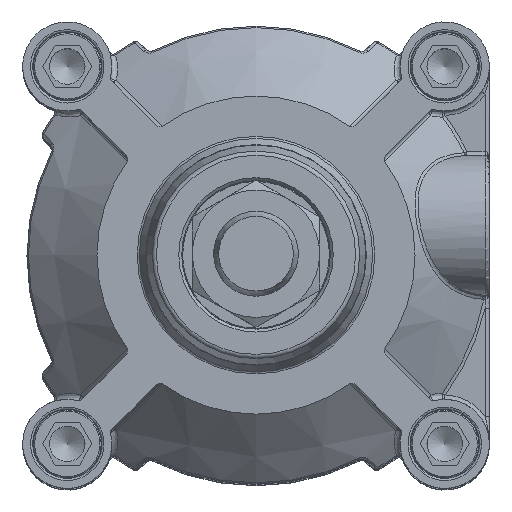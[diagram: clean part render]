
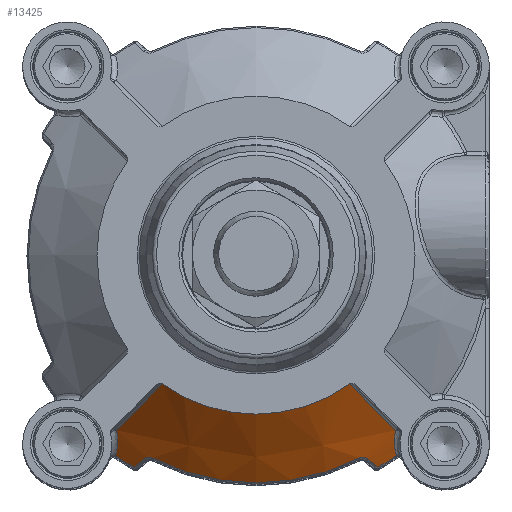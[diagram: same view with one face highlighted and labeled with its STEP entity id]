
A CAD part, top view. The second image highlights one B-rep face of the part: STEP entity #13425.
In plain terms, the highlighted conical face has half-angle 47.936 degrees and reference radius 47.75 mm.
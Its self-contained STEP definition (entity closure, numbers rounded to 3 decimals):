
#1044=CONICAL_SURFACE('',#14688,47.75,0.837);
#3218=FACE_OUTER_BOUND('',#4017,.T.);
#4017=EDGE_LOOP('',(#10141,#10142,#10143,#10144,#10145,#10146,#10147,#10148,
#10149,#10150,#10151,#10152));
#4921=CIRCLE('',#14689,57.67);
#4922=CIRCLE('',#14690,53.67);
#4923=CIRCLE('',#14691,57.67);
#4924=CIRCLE('',#14692,37.5);
#5613=B_SPLINE_CURVE_WITH_KNOTS('',3,(#24061,#24062,#24063,#24064),
 .UNSPECIFIED.,.F.,.F.,(4,4),(-2.108,-0.039),
 .UNSPECIFIED.);
#5614=B_SPLINE_CURVE_WITH_KNOTS('',3,(#24066,#24067,#24068,#24069,#24070,
#24071,#24072,#24073,#24074,#24075,#24076,#24077,#24078,#24079,#24080,#24081,
#24082,#24083,#24084,#24085,#24086,#24087),.UNSPECIFIED.,.F.,.F.,(4,2,2,
2,2,2,2,2,2,2,4),(-8.752,-8.648,-8.547,
-8.48,-8.395,-8.312,-8.232,-8.178,
-8.116,-8.056,-8.005),.UNSPECIFIED.);
#5615=B_SPLINE_CURVE_WITH_KNOTS('',3,(#24091,#24092,#24093,#24094),
 .UNSPECIFIED.,.F.,.F.,(4,4),(-1.565,-1.186),
 .UNSPECIFIED.);
#5616=B_SPLINE_CURVE_WITH_KNOTS('',3,(#24096,#24097,#24098,#24099,#24100,
#24101),.UNSPECIFIED.,.F.,.F.,(4,1,1,4),(-0.268,-0.191,
-0.115,0.),.UNSPECIFIED.);
#5617=B_SPLINE_CURVE_WITH_KNOTS('',3,(#24105,#24106,#24107,#24108,#24109,
#24110),.UNSPECIFIED.,.F.,.F.,(4,1,1,4),(-0.268,-0.153,
-0.077,0.),.UNSPECIFIED.);
#5618=B_SPLINE_CURVE_WITH_KNOTS('',3,(#24112,#24113,#24114,#24115),
 .UNSPECIFIED.,.F.,.F.,(4,4),(-3.15,-2.771),
 .UNSPECIFIED.);
#5619=B_SPLINE_CURVE_WITH_KNOTS('',3,(#24119,#24120,#24121,#24122,#24123),
 .UNSPECIFIED.,.F.,.F.,(4,1,4),(-8.955,-8.635,-8.209),
 .UNSPECIFIED.);
#5620=B_SPLINE_CURVE_WITH_KNOTS('',3,(#24125,#24126,#24127,#24128),
 .UNSPECIFIED.,.F.,.F.,(4,4),(-2.488,-0.418),
 .UNSPECIFIED.);
#6139=VERTEX_POINT('',#24059);
#6140=VERTEX_POINT('',#24060);
#6141=VERTEX_POINT('',#24065);
#6142=VERTEX_POINT('',#24088);
#6143=VERTEX_POINT('',#24090);
#6144=VERTEX_POINT('',#24095);
#6145=VERTEX_POINT('',#24102);
#6146=VERTEX_POINT('',#24104);
#6147=VERTEX_POINT('',#24111);
#6148=VERTEX_POINT('',#24116);
#6149=VERTEX_POINT('',#24118);
#6150=VERTEX_POINT('',#24124);
#7650=EDGE_CURVE('',#6139,#6140,#5613,.T.);
#7651=EDGE_CURVE('',#6141,#6139,#5614,.T.);
#7652=EDGE_CURVE('',#6142,#6141,#4921,.T.);
#7653=EDGE_CURVE('',#6143,#6142,#5615,.T.);
#7654=EDGE_CURVE('',#6144,#6143,#5616,.T.);
#7655=EDGE_CURVE('',#6145,#6144,#4922,.T.);
#7656=EDGE_CURVE('',#6146,#6145,#5617,.T.);
#7657=EDGE_CURVE('',#6147,#6146,#5618,.T.);
#7658=EDGE_CURVE('',#6148,#6147,#4923,.T.);
#7659=EDGE_CURVE('',#6149,#6148,#5619,.T.);
#7660=EDGE_CURVE('',#6150,#6149,#5620,.T.);
#7661=EDGE_CURVE('',#6140,#6150,#4924,.T.);
#10141=ORIENTED_EDGE('',*,*,#7650,.F.);
#10142=ORIENTED_EDGE('',*,*,#7651,.F.);
#10143=ORIENTED_EDGE('',*,*,#7652,.F.);
#10144=ORIENTED_EDGE('',*,*,#7653,.F.);
#10145=ORIENTED_EDGE('',*,*,#7654,.F.);
#10146=ORIENTED_EDGE('',*,*,#7655,.F.);
#10147=ORIENTED_EDGE('',*,*,#7656,.F.);
#10148=ORIENTED_EDGE('',*,*,#7657,.F.);
#10149=ORIENTED_EDGE('',*,*,#7658,.F.);
#10150=ORIENTED_EDGE('',*,*,#7659,.F.);
#10151=ORIENTED_EDGE('',*,*,#7660,.F.);
#10152=ORIENTED_EDGE('',*,*,#7661,.F.);
#13425=ADVANCED_FACE('',(#3218),#1044,.T.);
#14688=AXIS2_PLACEMENT_3D('',#24058,#16932,#16933);
#14689=AXIS2_PLACEMENT_3D('',#24089,#16934,#16935);
#14690=AXIS2_PLACEMENT_3D('',#24103,#16936,#16937);
#14691=AXIS2_PLACEMENT_3D('',#24117,#16938,#16939);
#14692=AXIS2_PLACEMENT_3D('',#24129,#16940,#16941);
#16932=DIRECTION('center_axis',(0.,0.,-1.));
#16933=DIRECTION('ref_axis',(0.707,-0.707,0.));
#16934=DIRECTION('center_axis',(0.,0.,
-1.));
#16935=DIRECTION('ref_axis',(-0.54,-0.842,0.));
#16936=DIRECTION('center_axis',(0.,0.,-1.));
#16937=DIRECTION('ref_axis',(0.,-1.,0.));
#16938=DIRECTION('center_axis',(0.,0.,-1.));
#16939=DIRECTION('ref_axis',(0.54,-0.842,0.));
#16940=DIRECTION('center_axis',(0.,0.,1.));
#16941=DIRECTION('ref_axis',(1.,0.,0.));
#24058=CARTESIAN_POINT('Origin',(0.,0.,39.25));
#24059=CARTESIAN_POINT('',(-32.903,-41.282,34.702));
#24060=CARTESIAN_POINT('',(-22.019,-30.355,48.5));
#24061=CARTESIAN_POINT('Ctrl Pts',(-32.903,-41.282,
34.702));
#24062=CARTESIAN_POINT('Ctrl Pts',(-29.276,-37.645,
39.308));
#24063=CARTESIAN_POINT('Ctrl Pts',(-25.649,-34.005,43.91));
#24064=CARTESIAN_POINT('Ctrl Pts',(-22.019,-30.355,
48.5));
#24065=CARTESIAN_POINT('',(-33.093,-47.23,30.298));
#24066=CARTESIAN_POINT('Ctrl Pts',(-33.093,-47.23,
30.298));
#24067=CARTESIAN_POINT('Ctrl Pts',(-33.016,-46.976,
30.525));
#24068=CARTESIAN_POINT('Ctrl Pts',(-32.948,-46.718,30.751));
#24069=CARTESIAN_POINT('Ctrl Pts',(-32.831,-46.203,31.191));
#24070=CARTESIAN_POINT('Ctrl Pts',(-32.782,-45.946,
31.406));
#24071=CARTESIAN_POINT('Ctrl Pts',(-32.714,-45.515,31.758));
#24072=CARTESIAN_POINT('Ctrl Pts',(-32.691,-45.342,
31.897));
#24073=CARTESIAN_POINT('Ctrl Pts',(-32.647,-44.947,
32.209));
#24074=CARTESIAN_POINT('Ctrl Pts',(-32.628,-44.723,
32.383));
#24075=CARTESIAN_POINT('Ctrl Pts',(-32.605,-44.276,
32.72));
#24076=CARTESIAN_POINT('Ctrl Pts',(-32.599,-44.054,32.884));
#24077=CARTESIAN_POINT('Ctrl Pts',(-32.602,-43.614,
33.201));
#24078=CARTESIAN_POINT('Ctrl Pts',(-32.609,-43.397,
33.354));
#24079=CARTESIAN_POINT('Ctrl Pts',(-32.632,-43.03,33.606));
#24080=CARTESIAN_POINT('Ctrl Pts',(-32.645,-42.881,33.707));
#24081=CARTESIAN_POINT('Ctrl Pts',(-32.677,-42.559,
33.919));
#24082=CARTESIAN_POINT('Ctrl Pts',(-32.699,-42.386,
34.031));
#24083=CARTESIAN_POINT('Ctrl Pts',(-32.75,-42.045,34.247));
#24084=CARTESIAN_POINT('Ctrl Pts',(-32.778,-41.877,34.35));
#24085=CARTESIAN_POINT('Ctrl Pts',(-32.839,-41.567,
34.537));
#24086=CARTESIAN_POINT('Ctrl Pts',(-32.869,-41.424,
34.62));
#24087=CARTESIAN_POINT('Ctrl Pts',(-32.903,-41.282,
34.702));
#24088=CARTESIAN_POINT('',(-28.682,-50.032,30.298));
#24089=CARTESIAN_POINT('Origin',(0.,0.,30.298));
#24090=CARTESIAN_POINT('',(-26.49,-48.141,32.754));
#24091=CARTESIAN_POINT('Ctrl Pts',(-26.49,-48.141,
32.754));
#24092=CARTESIAN_POINT('Ctrl Pts',(-27.222,-48.772,31.937));
#24093=CARTESIAN_POINT('Ctrl Pts',(-27.953,-49.402,
31.118));
#24094=CARTESIAN_POINT('Ctrl Pts',(-28.682,-50.032,
30.298));
#24095=CARTESIAN_POINT('',(-24.254,-47.877,33.908));
#24096=CARTESIAN_POINT('Ctrl Pts',(-24.254,-47.877,
33.908));
#24097=CARTESIAN_POINT('Ctrl Pts',(-24.485,-47.76,
33.908));
#24098=CARTESIAN_POINT('Ctrl Pts',(-24.991,-47.62,
33.81));
#24099=CARTESIAN_POINT('Ctrl Pts',(-25.812,-47.698,
33.399));
#24100=CARTESIAN_POINT('Ctrl Pts',(-26.269,-47.95,33.002));
#24101=CARTESIAN_POINT('Ctrl Pts',(-26.49,-48.141,32.754));
#24102=CARTESIAN_POINT('',(24.254,-47.877,33.908));
#24103=CARTESIAN_POINT('Origin',(0.,0.,33.908));
#24104=CARTESIAN_POINT('',(26.49,-48.141,32.754));
#24105=CARTESIAN_POINT('Ctrl Pts',(26.49,-48.141,32.754));
#24106=CARTESIAN_POINT('Ctrl Pts',(26.269,-47.95,33.002));
#24107=CARTESIAN_POINT('Ctrl Pts',(25.813,-47.699,33.398));
#24108=CARTESIAN_POINT('Ctrl Pts',(24.994,-47.619,33.81));
#24109=CARTESIAN_POINT('Ctrl Pts',(24.485,-47.76,33.908));
#24110=CARTESIAN_POINT('Ctrl Pts',(24.254,-47.877,33.908));
#24111=CARTESIAN_POINT('',(28.682,-50.032,30.298));
#24112=CARTESIAN_POINT('Ctrl Pts',(28.682,-50.032,30.298));
#24113=CARTESIAN_POINT('Ctrl Pts',(27.953,-49.402,31.118));
#24114=CARTESIAN_POINT('Ctrl Pts',(27.222,-48.772,31.937));
#24115=CARTESIAN_POINT('Ctrl Pts',(26.49,-48.141,32.754));
#24116=CARTESIAN_POINT('',(33.093,-47.23,30.298));
#24117=CARTESIAN_POINT('Origin',(0.,0.,
30.298));
#24118=CARTESIAN_POINT('',(32.903,-41.282,34.702));
#24119=CARTESIAN_POINT('Ctrl Pts',(32.903,-41.282,34.702));
#24120=CARTESIAN_POINT('Ctrl Pts',(32.691,-42.183,34.185));
#24121=CARTESIAN_POINT('Ctrl Pts',(32.474,-44.275,32.8));
#24122=CARTESIAN_POINT('Ctrl Pts',(32.781,-46.193,31.226));
#24123=CARTESIAN_POINT('Ctrl Pts',(33.093,-47.23,30.298));
#24124=CARTESIAN_POINT('',(22.019,-30.355,48.5));
#24125=CARTESIAN_POINT('Ctrl Pts',(22.019,-30.355,48.5));
#24126=CARTESIAN_POINT('Ctrl Pts',(25.649,-34.005,43.91));
#24127=CARTESIAN_POINT('Ctrl Pts',(29.276,-37.645,39.308));
#24128=CARTESIAN_POINT('Ctrl Pts',(32.903,-41.282,34.702));
#24129=CARTESIAN_POINT('Origin',(0.,0.,48.5));
